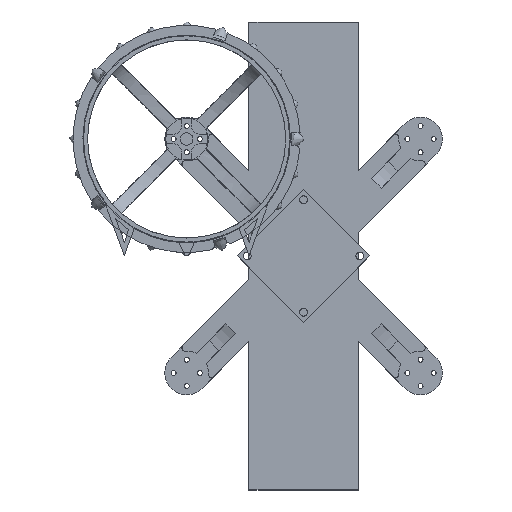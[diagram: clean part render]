
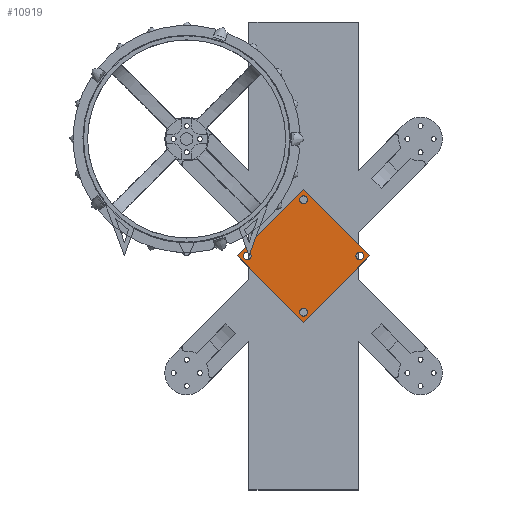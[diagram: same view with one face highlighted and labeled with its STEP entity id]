
A CAD part, top view. The second image highlights one B-rep face of the part: STEP entity #10919.
In plain terms, the highlighted planar face has unit normal (0, 0, 1).
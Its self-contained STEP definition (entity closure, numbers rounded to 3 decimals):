
#616=FACE_BOUND('',#1704,.T.);
#617=FACE_BOUND('',#1705,.T.);
#618=FACE_BOUND('',#1706,.T.);
#619=FACE_BOUND('',#1707,.T.);
#718=PLANE('',#11726);
#1043=FACE_OUTER_BOUND('',#1703,.T.);
#1703=EDGE_LOOP('',(#7738,#7739,#7740,#7741));
#1704=EDGE_LOOP('',(#7742));
#1705=EDGE_LOOP('',(#7743));
#1706=EDGE_LOOP('',(#7744));
#1707=EDGE_LOOP('',(#7745));
#2443=LINE('',#16134,#3208);
#2446=LINE('',#16140,#3211);
#2449=LINE('',#16146,#3214);
#2452=LINE('',#16150,#3217);
#3208=VECTOR('',#13178,10.);
#3211=VECTOR('',#13183,10.);
#3214=VECTOR('',#13188,10.);
#3217=VECTOR('',#13193,10.);
#3919=CIRCLE('',#11711,1.25);
#3921=CIRCLE('',#11714,1.25);
#3923=CIRCLE('',#11717,1.25);
#3925=CIRCLE('',#11720,1.25);
#4582=VERTEX_POINT('',#16104);
#4584=VERTEX_POINT('',#16110);
#4586=VERTEX_POINT('',#16116);
#4588=VERTEX_POINT('',#16122);
#4592=VERTEX_POINT('',#16131);
#4593=VERTEX_POINT('',#16133);
#4595=VERTEX_POINT('',#16139);
#4597=VERTEX_POINT('',#16145);
#5763=EDGE_CURVE('',#4582,#4582,#3919,.T.);
#5766=EDGE_CURVE('',#4584,#4584,#3921,.T.);
#5769=EDGE_CURVE('',#4586,#4586,#3923,.T.);
#5772=EDGE_CURVE('',#4588,#4588,#3925,.T.);
#5777=EDGE_CURVE('',#4593,#4592,#2443,.T.);
#5780=EDGE_CURVE('',#4595,#4593,#2446,.T.);
#5783=EDGE_CURVE('',#4597,#4595,#2449,.T.);
#5786=EDGE_CURVE('',#4592,#4597,#2452,.T.);
#7738=ORIENTED_EDGE('',*,*,#5786,.T.);
#7739=ORIENTED_EDGE('',*,*,#5783,.T.);
#7740=ORIENTED_EDGE('',*,*,#5780,.T.);
#7741=ORIENTED_EDGE('',*,*,#5777,.T.);
#7742=ORIENTED_EDGE('',*,*,#5772,.T.);
#7743=ORIENTED_EDGE('',*,*,#5769,.T.);
#7744=ORIENTED_EDGE('',*,*,#5766,.T.);
#7745=ORIENTED_EDGE('',*,*,#5763,.T.);
#10919=ADVANCED_FACE('',(#1043,#616,#617,#618,#619),#718,.T.);
#11711=AXIS2_PLACEMENT_3D('',#16105,#13148,#13149);
#11714=AXIS2_PLACEMENT_3D('',#16111,#13155,#13156);
#11717=AXIS2_PLACEMENT_3D('',#16117,#13162,#13163);
#11720=AXIS2_PLACEMENT_3D('',#16123,#13169,#13170);
#11726=AXIS2_PLACEMENT_3D('',#16151,#13194,#13195);
#13148=DIRECTION('center_axis',(0.,0.,-1.));
#13149=DIRECTION('ref_axis',(-1.,0.,0.));
#13155=DIRECTION('center_axis',(0.,0.,-1.));
#13156=DIRECTION('ref_axis',(-1.,0.,0.));
#13162=DIRECTION('center_axis',(0.,0.,-1.));
#13163=DIRECTION('ref_axis',(-1.,0.,0.));
#13169=DIRECTION('center_axis',(0.,0.,-1.));
#13170=DIRECTION('ref_axis',(-1.,0.,0.));
#13178=DIRECTION('',(-0.707,-0.707,0.));
#13183=DIRECTION('',(-0.707,0.707,0.));
#13188=DIRECTION('',(0.707,0.707,0.));
#13193=DIRECTION('',(0.707,-0.707,0.));
#13194=DIRECTION('center_axis',(0.,0.,1.));
#13195=DIRECTION('ref_axis',(-1.,0.,0.));
#16104=CARTESIAN_POINT('',(1.25,18.031,8.));
#16105=CARTESIAN_POINT('Origin',(0.,18.031,8.));
#16110=CARTESIAN_POINT('',(-16.781,0.,8.));
#16111=CARTESIAN_POINT('Origin',(-18.031,0.,
8.));
#16116=CARTESIAN_POINT('',(19.281,0.,8.));
#16117=CARTESIAN_POINT('Origin',(18.031,0.,8.));
#16122=CARTESIAN_POINT('',(1.25,-18.031,8.));
#16123=CARTESIAN_POINT('Origin',(0.,-18.031,
8.));
#16131=CARTESIAN_POINT('',(-21.213,0.,8.));
#16133=CARTESIAN_POINT('',(0.,21.213,8.));
#16134=CARTESIAN_POINT('',(-21.213,0.,8.));
#16139=CARTESIAN_POINT('',(21.213,0.,8.));
#16140=CARTESIAN_POINT('',(0.,21.213,8.));
#16145=CARTESIAN_POINT('',(0.,-21.213,8.));
#16146=CARTESIAN_POINT('',(21.213,0.,8.));
#16150=CARTESIAN_POINT('',(0.,-21.213,8.));
#16151=CARTESIAN_POINT('Origin',(0.,0.,8.));
